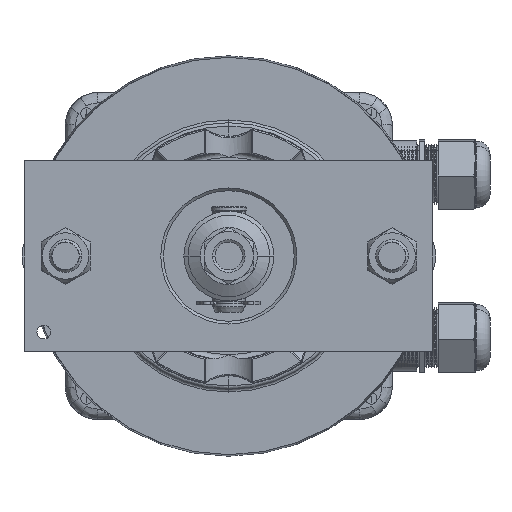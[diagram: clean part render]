
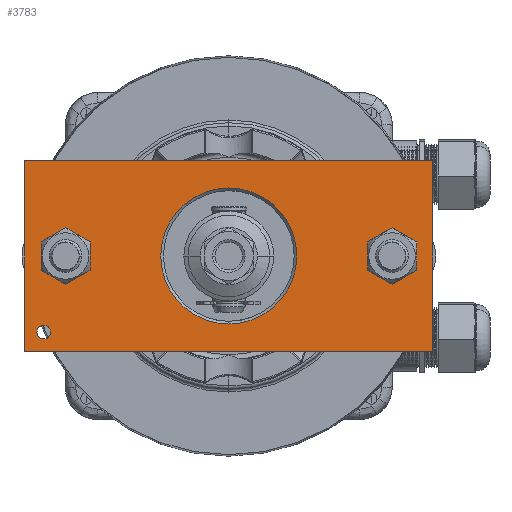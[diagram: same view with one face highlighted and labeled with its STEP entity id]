
A CAD part, front view. The second image highlights one B-rep face of the part: STEP entity #3783.
In plain terms, the highlighted planar face has unit normal (0, -1, 0).
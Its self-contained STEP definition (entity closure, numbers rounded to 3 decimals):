
#3783 = ADVANCED_FACE ( 'NONE', ( #19688, #19692, #19689, #19691, #19690 ), #35790, .T. ) ;
#5159 = AXIS2_PLACEMENT_3D ( 'NONE', #38314, #38315, #38316 ) ;
#5163 = AXIS2_PLACEMENT_3D ( 'NONE', #38334, #38335, #38336 ) ;
#5165 = AXIS2_PLACEMENT_3D ( 'NONE', #38345, #38346, #38347 ) ;
#5167 = AXIS2_PLACEMENT_3D ( 'NONE', #38356, #38357, #38358 ) ;
#5175 = AXIS2_PLACEMENT_3D ( 'NONE', #38458, #38459, #38460 ) ;
#5176 = AXIS2_PLACEMENT_3D ( 'NONE', #38461, #38462, #38463 ) ;
#5177 = AXIS2_PLACEMENT_3D ( 'NONE', #38466, #38467, #38468 ) ;
#5178 = AXIS2_PLACEMENT_3D ( 'NONE', #38471, #38472, #38473 ) ;
#6705 = ORIENTED_EDGE ( 'NONE', *, *, #42387, .F. ) ;
#6706 = ORIENTED_EDGE ( 'NONE', *, *, #42302, .F. ) ;
#6707 = ORIENTED_EDGE ( 'NONE', *, *, #42335, .T. ) ;
#6708 = ORIENTED_EDGE ( 'NONE', *, *, #42389, .T. ) ;
#6709 = ORIENTED_EDGE ( 'NONE', *, *, #42326, .T. ) ;
#6710 = ORIENTED_EDGE ( 'NONE', *, *, #42391, .T. ) ;
#6711 = ORIENTED_EDGE ( 'NONE', *, *, #42321, .T. ) ;
#6712 = ORIENTED_EDGE ( 'NONE', *, *, #42394, .T. ) ;
#6713 = ORIENTED_EDGE ( 'NONE', *, *, #42396, .F. ) ;
#6714 = ORIENTED_EDGE ( 'NONE', *, *, #42398, .F. ) ;
#6715 = ORIENTED_EDGE ( 'NONE', *, *, #42399, .F. ) ;
#6716 = ORIENTED_EDGE ( 'NONE', *, *, #42400, .F. ) ;
#13535 = CIRCLE ( 'NONE', #5159, 2.5 ) ;
#13547 = CIRCLE ( 'NONE', #5163, 7.1 ) ;
#13553 = CIRCLE ( 'NONE', #5165, 7.1 ) ;
#13557 = CIRCLE ( 'NONE', #5167, 25. ) ;
#13597 = CIRCLE ( 'NONE', #5175, 2.5 ) ;
#13598 = CIRCLE ( 'NONE', #5176, 25. ) ;
#13599 = CIRCLE ( 'NONE', #5177, 7.1 ) ;
#13600 = CIRCLE ( 'NONE', #5178, 7.1 ) ;
#13601 = LINE ( 'NONE', #38464, #13603 ) ;
#13602 = LINE ( 'NONE', #38474, #13605 ) ;
#13603 = VECTOR ( 'NONE', #38465, 1000. ) ;
#13604 = LINE ( 'NONE', #38476, #13607 ) ;
#13605 = VECTOR ( 'NONE', #38475, 1000. ) ;
#13606 = LINE ( 'NONE', #38478, #13609 ) ;
#13607 = VECTOR ( 'NONE', #38477, 1000. ) ;
#13609 = VECTOR ( 'NONE', #38480, 1000. ) ;
#16777 = EDGE_LOOP ( 'NONE', ( #6713, #6714, #6715, #6716 ) ) ;
#16780 = EDGE_LOOP ( 'NONE', ( #6705, #6706 ) ) ;
#16781 = EDGE_LOOP ( 'NONE', ( #6709, #6710 ) ) ;
#16782 = EDGE_LOOP ( 'NONE', ( #6707, #6708 ) ) ;
#16783 = EDGE_LOOP ( 'NONE', ( #6711, #6712 ) ) ;
#19688 = FACE_BOUND ( 'NONE', #16780, .T. ) ;
#19689 = FACE_BOUND ( 'NONE', #16781, .T. ) ;
#19690 = FACE_OUTER_BOUND ( 'NONE', #16777, .T. ) ;
#19691 = FACE_BOUND ( 'NONE', #16783, .T. ) ;
#19692 = FACE_BOUND ( 'NONE', #16782, .T. ) ;
#29354 = CARTESIAN_POINT ( 'NONE',  ( -68., 0., -25.5 ) ) ;
#29355 = CARTESIAN_POINT ( 'NONE',  ( -68., 0., -30.5 ) ) ;
#29361 = CARTESIAN_POINT ( 'NONE',  ( 60., 0., -7.1 ) ) ;
#29362 = CARTESIAN_POINT ( 'NONE',  ( 60., 0., 7.1 ) ) ;
#29365 = CARTESIAN_POINT ( 'NONE',  ( -60., 0., -7.1 ) ) ;
#29366 = CARTESIAN_POINT ( 'NONE',  ( -60., 0., 7.1 ) ) ;
#29369 = CARTESIAN_POINT ( 'NONE',  ( 0., 0., -25. ) ) ;
#29370 = CARTESIAN_POINT ( 'NONE',  ( 0., 0., 25. ) ) ;
#29378 = CARTESIAN_POINT ( 'NONE',  ( 75., 0., 35. ) ) ;
#29381 = CARTESIAN_POINT ( 'NONE',  ( -75., 0., 35. ) ) ;
#29385 = CARTESIAN_POINT ( 'NONE',  ( 75., 0., -35. ) ) ;
#29386 = CARTESIAN_POINT ( 'NONE',  ( -75., 0., -35. ) ) ;
#30970 = AXIS2_PLACEMENT_3D ( 'NONE', #35791, #35786, #35793 ) ;
#35433 = VERTEX_POINT ( 'NONE', #29354 ) ;
#35434 = VERTEX_POINT ( 'NONE', #29355 ) ;
#35440 = VERTEX_POINT ( 'NONE', #29361 ) ;
#35441 = VERTEX_POINT ( 'NONE', #29362 ) ;
#35444 = VERTEX_POINT ( 'NONE', #29365 ) ;
#35445 = VERTEX_POINT ( 'NONE', #29366 ) ;
#35448 = VERTEX_POINT ( 'NONE', #29369 ) ;
#35449 = VERTEX_POINT ( 'NONE', #29370 ) ;
#35457 = VERTEX_POINT ( 'NONE', #29378 ) ;
#35460 = VERTEX_POINT ( 'NONE', #29381 ) ;
#35464 = VERTEX_POINT ( 'NONE', #29385 ) ;
#35465 = VERTEX_POINT ( 'NONE', #29386 ) ;
#35786 = DIRECTION ( 'NONE',  ( 0., -1., 0. ) ) ;
#35790 = PLANE ( 'NONE',  #30970 ) ;
#35791 = CARTESIAN_POINT ( 'NONE',  ( 0., 0., 0. ) ) ;
#35793 = DIRECTION ( 'NONE',  ( 0., 0., -1. ) ) ;
#38314 = CARTESIAN_POINT ( 'NONE',  ( -68., 0., -28. ) ) ;
#38315 = DIRECTION ( 'NONE',  ( 0., -1., 0. ) ) ;
#38316 = DIRECTION ( 'NONE',  ( 0., 0., -1. ) ) ;
#38334 = CARTESIAN_POINT ( 'NONE',  ( 60., 0., 0. ) ) ;
#38335 = DIRECTION ( 'NONE',  ( 0., 1., 0. ) ) ;
#38336 = DIRECTION ( 'NONE',  ( 0., 0., -1. ) ) ;
#38345 = CARTESIAN_POINT ( 'NONE',  ( -60., 0., 0. ) ) ;
#38346 = DIRECTION ( 'NONE',  ( 0., 1., 0. ) ) ;
#38347 = DIRECTION ( 'NONE',  ( 0., 0., -1. ) ) ;
#38356 = CARTESIAN_POINT ( 'NONE',  ( 0., 0., 0. ) ) ;
#38357 = DIRECTION ( 'NONE',  ( 0., 1., 0. ) ) ;
#38358 = DIRECTION ( 'NONE',  ( 0., 0., -1. ) ) ;
#38458 = CARTESIAN_POINT ( 'NONE',  ( -68., 0., -28. ) ) ;
#38459 = DIRECTION ( 'NONE',  ( 0., -1., 0. ) ) ;
#38460 = DIRECTION ( 'NONE',  ( 0., 0., -1. ) ) ;
#38461 = CARTESIAN_POINT ( 'NONE',  ( 0., 0., 0. ) ) ;
#38462 = DIRECTION ( 'NONE',  ( 0., 1., 0. ) ) ;
#38463 = DIRECTION ( 'NONE',  ( 0., 0., -1. ) ) ;
#38464 = CARTESIAN_POINT ( 'NONE',  ( 75., 0., -35. ) ) ;
#38465 = DIRECTION ( 'NONE',  ( 0., 0., -1. ) ) ;
#38466 = CARTESIAN_POINT ( 'NONE',  ( -60., 0., 0. ) ) ;
#38467 = DIRECTION ( 'NONE',  ( 0., 1., 0. ) ) ;
#38468 = DIRECTION ( 'NONE',  ( 0., 0., -1. ) ) ;
#38471 = CARTESIAN_POINT ( 'NONE',  ( 60., 0., 0. ) ) ;
#38472 = DIRECTION ( 'NONE',  ( 0., 1., 0. ) ) ;
#38473 = DIRECTION ( 'NONE',  ( 0., 0., -1. ) ) ;
#38474 = CARTESIAN_POINT ( 'NONE',  ( 75., 0., 35. ) ) ;
#38475 = DIRECTION ( 'NONE',  ( 1., 0., 0. ) ) ;
#38476 = CARTESIAN_POINT ( 'NONE',  ( -75., 0., -35. ) ) ;
#38477 = DIRECTION ( 'NONE',  ( 0., 0., 1. ) ) ;
#38478 = CARTESIAN_POINT ( 'NONE',  ( 75., 0., -35. ) ) ;
#38480 = DIRECTION ( 'NONE',  ( -1., 0., 0. ) ) ;
#42302 = EDGE_CURVE ( 'NONE', #35433, #35434, #13535, .T. ) ;
#42321 = EDGE_CURVE ( 'NONE', #35440, #35441, #13547, .T. ) ;
#42326 = EDGE_CURVE ( 'NONE', #35444, #35445, #13553, .T. ) ;
#42335 = EDGE_CURVE ( 'NONE', #35448, #35449, #13557, .T. ) ;
#42387 = EDGE_CURVE ( 'NONE', #35434, #35433, #13597, .T. ) ;
#42389 = EDGE_CURVE ( 'NONE', #35449, #35448, #13598, .T. ) ;
#42391 = EDGE_CURVE ( 'NONE', #35445, #35444, #13599, .T. ) ;
#42394 = EDGE_CURVE ( 'NONE', #35441, #35440, #13600, .T. ) ;
#42396 = EDGE_CURVE ( 'NONE', #35457, #35464, #13601, .T. ) ;
#42398 = EDGE_CURVE ( 'NONE', #35460, #35457, #13602, .T. ) ;
#42399 = EDGE_CURVE ( 'NONE', #35465, #35460, #13604, .T. ) ;
#42400 = EDGE_CURVE ( 'NONE', #35464, #35465, #13606, .T. ) ;
